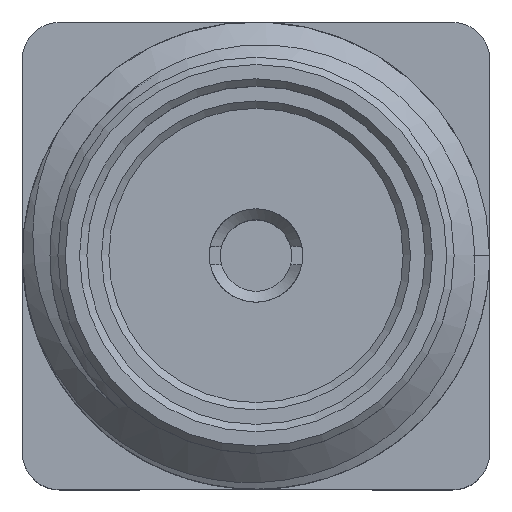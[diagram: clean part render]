
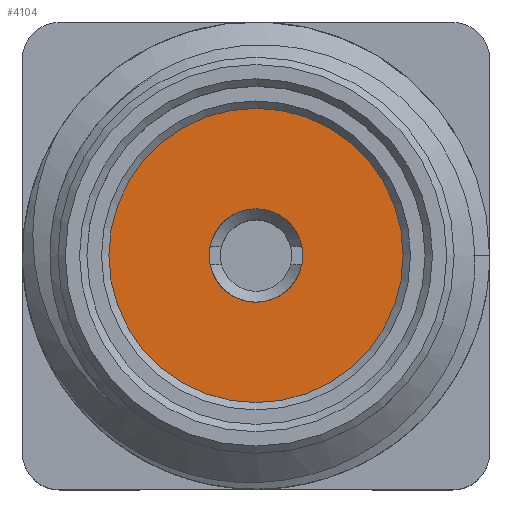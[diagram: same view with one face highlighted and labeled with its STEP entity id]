
A CAD part, top view. The second image highlights one B-rep face of the part: STEP entity #4104.
In plain terms, the highlighted planar face has unit normal (0, 0, 1).
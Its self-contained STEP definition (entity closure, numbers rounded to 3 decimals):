
#4033 = VERTEX_POINT('',#4034);
#4034 = CARTESIAN_POINT('',(2.1,0.,7.218));
#4040 = EDGE_CURVE('',#4033,#4033,#4041,.T.);
#4041 = CIRCLE('',#4042,2.1);
#4042 = AXIS2_PLACEMENT_3D('',#4043,#4044,#4045);
#4043 = CARTESIAN_POINT('',(0.,0.,7.218));
#4044 = DIRECTION('',(0.,0.,1.));
#4045 = DIRECTION('',(1.,0.,0.));
#4066 = VERTEX_POINT('',#4067);
#4067 = CARTESIAN_POINT('',(0.635,0.,7.218));
#4073 = EDGE_CURVE('',#4066,#4066,#4074,.T.);
#4074 = CIRCLE('',#4075,0.635);
#4075 = AXIS2_PLACEMENT_3D('',#4076,#4077,#4078);
#4076 = CARTESIAN_POINT('',(0.,0.,7.218));
#4077 = DIRECTION('',(0.,0.,1.));
#4078 = DIRECTION('',(1.,0.,0.));
#4104 = ADVANCED_FACE('',(#4105,#4108),#4111,.T.);
#4105 = FACE_BOUND('',#4106,.T.);
#4106 = EDGE_LOOP('',(#4107));
#4107 = ORIENTED_EDGE('',*,*,#4040,.T.);
#4108 = FACE_BOUND('',#4109,.F.);
#4109 = EDGE_LOOP('',(#4110));
#4110 = ORIENTED_EDGE('',*,*,#4073,.T.);
#4111 = PLANE('',#4112);
#4112 = AXIS2_PLACEMENT_3D('',#4113,#4114,#4115);
#4113 = CARTESIAN_POINT('',(0.,0.,
    7.218));
#4114 = DIRECTION('',(0.,0.,1.));
#4115 = DIRECTION('',(1.,0.,0.));
